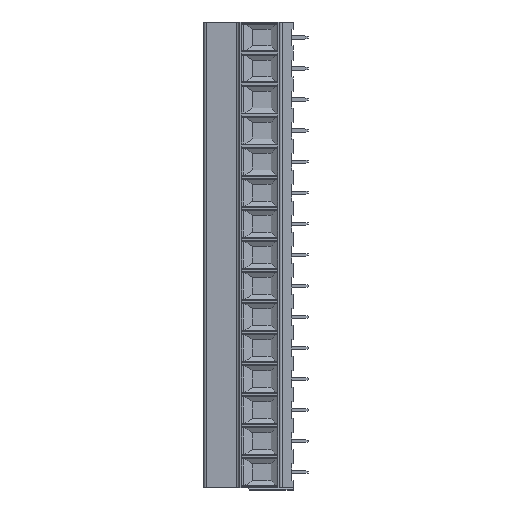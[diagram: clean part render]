
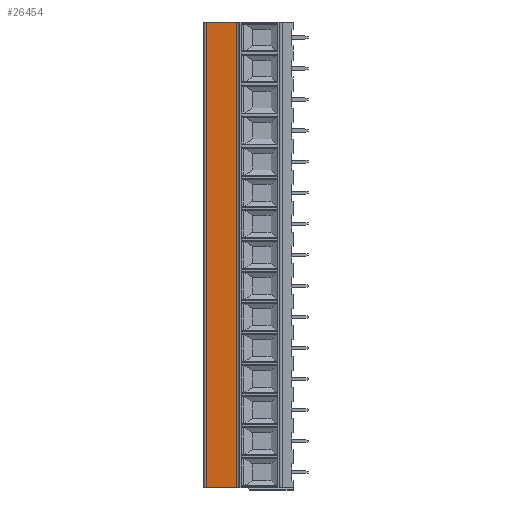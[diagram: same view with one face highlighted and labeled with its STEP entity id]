
A CAD part, left-side view. The second image highlights one B-rep face of the part: STEP entity #26454.
In plain terms, the highlighted planar face has unit normal (-0.996, 0.087, 0).
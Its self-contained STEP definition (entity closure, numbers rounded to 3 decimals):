
#84=DIRECTION('',(-0.087,-0.996,0.));
#85=VECTOR('',#84,9.977);
#86=CARTESIAN_POINT('',(-5.075,13.737,147.32));
#87=LINE('',#86,#85);
#6848=DIRECTION('',(0.,0.,-1.));
#6849=VECTOR('',#6848,152.4);
#6850=CARTESIAN_POINT('',(-5.075,13.737,147.32));
#6851=LINE('',#6850,#6849);
#6852=DIRECTION('',(0.,0.,-1.));
#6853=VECTOR('',#6852,152.4);
#6854=CARTESIAN_POINT('',(-5.945,3.798,147.32));
#6855=LINE('',#6854,#6853);
#6984=DIRECTION('',(-0.087,-0.996,0.));
#6985=VECTOR('',#6984,9.977);
#6986=CARTESIAN_POINT('',(-5.075,13.737,-5.08));
#6987=LINE('',#6986,#6985);
#14839=CARTESIAN_POINT('',(-5.075,13.737,147.32));
#14841=VERTEX_POINT('',#14839);
#14842=CARTESIAN_POINT('',(-5.945,3.798,147.32));
#14843=VERTEX_POINT('',#14842);
#14869=CARTESIAN_POINT('',(-5.075,13.737,-5.08));
#14871=VERTEX_POINT('',#14869);
#14872=CARTESIAN_POINT('',(-5.945,3.798,-5.08));
#14873=VERTEX_POINT('',#14872);
#26441=CARTESIAN_POINT('',(-5.075,13.737,147.32));
#26442=DIRECTION('',(-0.996,0.087,0.));
#26443=DIRECTION('',(-0.087,-0.996,0.));
#26444=AXIS2_PLACEMENT_3D('',#26441,#26442,#26443);
#26445=PLANE('',#26444);
#26446=ORIENTED_EDGE('',*,*,#19119,.T.);
#26448=ORIENTED_EDGE('',*,*,#26447,.T.);
#26450=ORIENTED_EDGE('',*,*,#26449,.F.);
#26451=ORIENTED_EDGE('',*,*,#26433,.F.);
#26452=EDGE_LOOP('',(#26446,#26448,#26450,#26451));
#26453=FACE_OUTER_BOUND('',#26452,.F.);
#19119=EDGE_CURVE('',#14841,#14843,#87,.T.);
#26433=EDGE_CURVE('',#14841,#14871,#6851,.T.);
#26447=EDGE_CURVE('',#14843,#14873,#6855,.T.);
#26449=EDGE_CURVE('',#14871,#14873,#6987,.T.);
#26454=ADVANCED_FACE('',(#26453),#26445,.T.);
